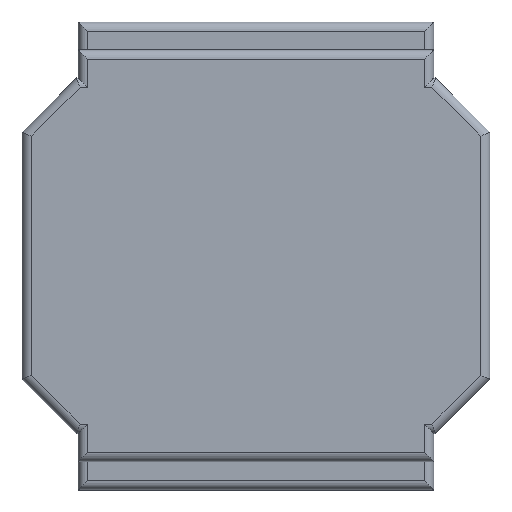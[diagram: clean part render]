
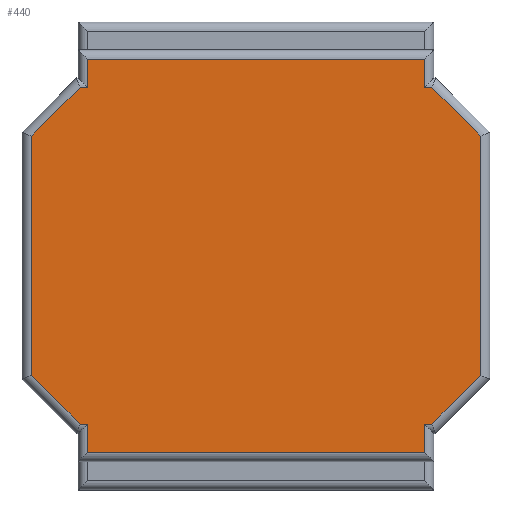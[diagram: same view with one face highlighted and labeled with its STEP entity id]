
A CAD part, top view. The second image highlights one B-rep face of the part: STEP entity #440.
In plain terms, the highlighted planar face has unit normal (0, 0, 1).
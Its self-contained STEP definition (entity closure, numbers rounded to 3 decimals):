
#126 = VERTEX_POINT('',#127);
#127 = CARTESIAN_POINT('',(0.1,1.221,2.));
#134 = EDGE_CURVE('',#126,#135,#137,.T.);
#135 = VERTEX_POINT('',#136);
#136 = CARTESIAN_POINT('',(0.1,3.779,2.));
#137 = LINE('',#138,#139);
#138 = CARTESIAN_POINT('',(0.1,1.18,2.));
#139 = VECTOR('',#140,1.);
#140 = DIRECTION('',(0.,1.,0.));
#248 = VERTEX_POINT('',#249);
#249 = CARTESIAN_POINT('',(0.621,4.3,2.));
#256 = EDGE_CURVE('',#135,#248,#257,.T.);
#257 = LINE('',#258,#259);
#258 = CARTESIAN_POINT('',(0.071,3.749,2.));
#259 = VECTOR('',#260,1.);
#260 = DIRECTION('',(0.707,0.707,0.));
#422 = VERTEX_POINT('',#423);
#423 = CARTESIAN_POINT('',(0.621,0.7,2.));
#430 = EDGE_CURVE('',#126,#422,#431,.T.);
#431 = LINE('',#432,#433);
#432 = CARTESIAN_POINT('',(0.071,1.251,2.));
#433 = VECTOR('',#434,1.);
#434 = DIRECTION('',(0.707,-0.707,0.));
#440 = ADVANCED_FACE('',(#441),#548,.T.);
#441 = FACE_BOUND('',#442,.T.);
#442 = EDGE_LOOP('',(#443,#444,#445,#453,#461,#469,#477,#485,#493,#501,
    #509,#517,#525,#533,#541,#547));
#443 = ORIENTED_EDGE('',*,*,#134,.F.);
#444 = ORIENTED_EDGE('',*,*,#430,.T.);
#445 = ORIENTED_EDGE('',*,*,#446,.T.);
#446 = EDGE_CURVE('',#422,#447,#449,.T.);
#447 = VERTEX_POINT('',#448);
#448 = CARTESIAN_POINT('',(0.7,0.7,2.));
#449 = LINE('',#450,#451);
#450 = CARTESIAN_POINT('',(0.58,0.7,2.));
#451 = VECTOR('',#452,1.);
#452 = DIRECTION('',(1.,0.,0.));
#453 = ORIENTED_EDGE('',*,*,#454,.F.);
#454 = EDGE_CURVE('',#455,#447,#457,.T.);
#455 = VERTEX_POINT('',#456);
#456 = CARTESIAN_POINT('',(0.7,0.4,2.));
#457 = LINE('',#458,#459);
#458 = CARTESIAN_POINT('',(0.7,0.3,2.));
#459 = VECTOR('',#460,1.);
#460 = DIRECTION('',(0.,1.,0.));
#461 = ORIENTED_EDGE('',*,*,#462,.T.);
#462 = EDGE_CURVE('',#455,#463,#465,.T.);
#463 = VERTEX_POINT('',#464);
#464 = CARTESIAN_POINT('',(4.3,0.4,2.));
#465 = LINE('',#466,#467);
#466 = CARTESIAN_POINT('',(0.6,0.4,2.));
#467 = VECTOR('',#468,1.);
#468 = DIRECTION('',(1.,0.,0.));
#469 = ORIENTED_EDGE('',*,*,#470,.T.);
#470 = EDGE_CURVE('',#463,#471,#473,.T.);
#471 = VERTEX_POINT('',#472);
#472 = CARTESIAN_POINT('',(4.3,0.7,2.));
#473 = LINE('',#474,#475);
#474 = CARTESIAN_POINT('',(4.3,0.3,2.));
#475 = VECTOR('',#476,1.);
#476 = DIRECTION('',(0.,1.,0.));
#477 = ORIENTED_EDGE('',*,*,#478,.T.);
#478 = EDGE_CURVE('',#471,#479,#481,.T.);
#479 = VERTEX_POINT('',#480);
#480 = CARTESIAN_POINT('',(4.379,0.7,2.));
#481 = LINE('',#482,#483);
#482 = CARTESIAN_POINT('',(4.4,0.7,2.));
#483 = VECTOR('',#484,1.);
#484 = DIRECTION('',(1.,0.,0.));
#485 = ORIENTED_EDGE('',*,*,#486,.F.);
#486 = EDGE_CURVE('',#487,#479,#489,.T.);
#487 = VERTEX_POINT('',#488);
#488 = CARTESIAN_POINT('',(4.9,1.221,2.));
#489 = LINE('',#490,#491);
#490 = CARTESIAN_POINT('',(4.929,1.251,2.));
#491 = VECTOR('',#492,1.);
#492 = DIRECTION('',(-0.707,-0.707,0.));
#493 = ORIENTED_EDGE('',*,*,#494,.T.);
#494 = EDGE_CURVE('',#487,#495,#497,.T.);
#495 = VERTEX_POINT('',#496);
#496 = CARTESIAN_POINT('',(4.9,3.779,2.));
#497 = LINE('',#498,#499);
#498 = CARTESIAN_POINT('',(4.9,1.18,2.));
#499 = VECTOR('',#500,1.);
#500 = DIRECTION('',(0.,1.,0.));
#501 = ORIENTED_EDGE('',*,*,#502,.F.);
#502 = EDGE_CURVE('',#503,#495,#505,.T.);
#503 = VERTEX_POINT('',#504);
#504 = CARTESIAN_POINT('',(4.379,4.3,2.));
#505 = LINE('',#506,#507);
#506 = CARTESIAN_POINT('',(4.349,4.329,2.));
#507 = VECTOR('',#508,1.);
#508 = DIRECTION('',(0.707,-0.707,0.));
#509 = ORIENTED_EDGE('',*,*,#510,.F.);
#510 = EDGE_CURVE('',#511,#503,#513,.T.);
#511 = VERTEX_POINT('',#512);
#512 = CARTESIAN_POINT('',(4.3,4.3,2.));
#513 = LINE('',#514,#515);
#514 = CARTESIAN_POINT('',(4.4,4.3,2.));
#515 = VECTOR('',#516,1.);
#516 = DIRECTION('',(1.,0.,0.));
#517 = ORIENTED_EDGE('',*,*,#518,.T.);
#518 = EDGE_CURVE('',#511,#519,#521,.T.);
#519 = VERTEX_POINT('',#520);
#520 = CARTESIAN_POINT('',(4.3,4.6,2.));
#521 = LINE('',#522,#523);
#522 = CARTESIAN_POINT('',(4.3,4.4,2.));
#523 = VECTOR('',#524,1.);
#524 = DIRECTION('',(0.,1.,0.));
#525 = ORIENTED_EDGE('',*,*,#526,.F.);
#526 = EDGE_CURVE('',#527,#519,#529,.T.);
#527 = VERTEX_POINT('',#528);
#528 = CARTESIAN_POINT('',(0.7,4.6,2.));
#529 = LINE('',#530,#531);
#530 = CARTESIAN_POINT('',(0.6,4.6,2.));
#531 = VECTOR('',#532,1.);
#532 = DIRECTION('',(1.,0.,0.));
#533 = ORIENTED_EDGE('',*,*,#534,.F.);
#534 = EDGE_CURVE('',#535,#527,#537,.T.);
#535 = VERTEX_POINT('',#536);
#536 = CARTESIAN_POINT('',(0.7,4.3,2.));
#537 = LINE('',#538,#539);
#538 = CARTESIAN_POINT('',(0.7,4.4,2.));
#539 = VECTOR('',#540,1.);
#540 = DIRECTION('',(0.,1.,0.));
#541 = ORIENTED_EDGE('',*,*,#542,.F.);
#542 = EDGE_CURVE('',#248,#535,#543,.T.);
#543 = LINE('',#544,#545);
#544 = CARTESIAN_POINT('',(0.58,4.3,2.));
#545 = VECTOR('',#546,1.);
#546 = DIRECTION('',(1.,0.,0.));
#547 = ORIENTED_EDGE('',*,*,#256,.F.);
#548 = PLANE('',#549);
#549 = AXIS2_PLACEMENT_3D('',#550,#551,#552);
#550 = CARTESIAN_POINT('',(0.,0.,2.));
#551 = DIRECTION('',(0.,0.,1.));
#552 = DIRECTION('',(1.,0.,0.));
